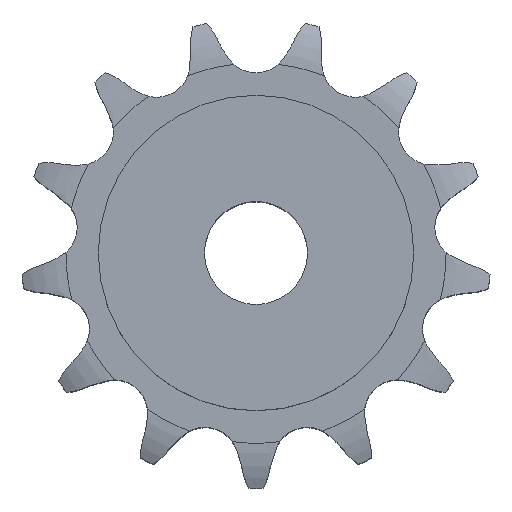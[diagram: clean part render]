
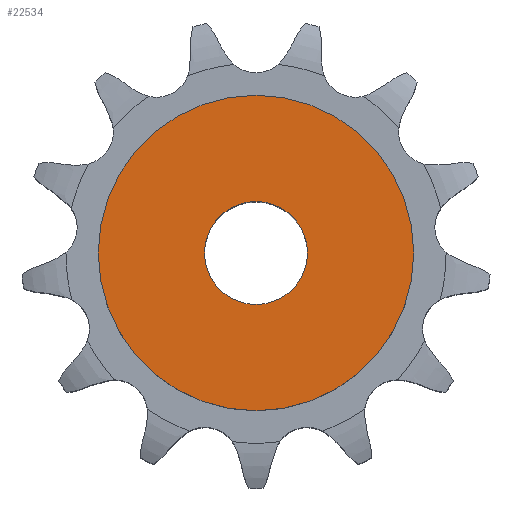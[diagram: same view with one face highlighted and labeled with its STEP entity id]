
A CAD part, top view. The second image highlights one B-rep face of the part: STEP entity #22534.
In plain terms, the highlighted planar face has unit normal (0, 0, 1).
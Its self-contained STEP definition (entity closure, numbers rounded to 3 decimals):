
#12222 = CYLINDRICAL_SURFACE('',#12223,8.);
#12223 = AXIS2_PLACEMENT_3D('',#12224,#12225,#12226);
#12224 = CARTESIAN_POINT('',(0.,0.,129.986));
#12225 = DIRECTION('',(0.,0.,1.));
#12226 = DIRECTION('',(1.,0.,0.));
#15487 = EDGE_CURVE('',#15488,#15488,#15490,.T.);
#15488 = VERTEX_POINT('',#15489);
#15489 = CARTESIAN_POINT('',(8.,0.,55.));
#15490 = SURFACE_CURVE('',#15491,(#15496,#15503),.PCURVE_S1.);
#15491 = CIRCLE('',#15492,8.);
#15492 = AXIS2_PLACEMENT_3D('',#15493,#15494,#15495);
#15493 = CARTESIAN_POINT('',(0.,0.,55.));
#15494 = DIRECTION('',(0.,0.,1.));
#15495 = DIRECTION('',(1.,0.,0.));
#15496 = PCURVE('',#12222,#15497);
#15497 = DEFINITIONAL_REPRESENTATION('',(#15498),#15502);
#15498 = LINE('',#15499,#15500);
#15499 = CARTESIAN_POINT('',(0.,-74.986));
#15500 = VECTOR('',#15501,1.);
#15501 = DIRECTION('',(1.,0.));
#15502 = ( GEOMETRIC_REPRESENTATION_CONTEXT(2) 
PARAMETRIC_REPRESENTATION_CONTEXT() REPRESENTATION_CONTEXT('2D SPACE',''
  ) );
#15503 = PCURVE('',#15504,#15509);
#15504 = PLANE('',#15505);
#15505 = AXIS2_PLACEMENT_3D('',#15506,#15507,#15508);
#15506 = CARTESIAN_POINT('',(0.,0.,55.)
  );
#15507 = DIRECTION('',(0.,0.,1.));
#15508 = DIRECTION('',(1.,0.,0.));
#15509 = DEFINITIONAL_REPRESENTATION('',(#15510),#15514);
#15510 = CIRCLE('',#15511,8.);
#15511 = AXIS2_PLACEMENT_2D('',#15512,#15513);
#15512 = CARTESIAN_POINT('',(0.,0.));
#15513 = DIRECTION('',(1.,0.));
#15514 = ( GEOMETRIC_REPRESENTATION_CONTEXT(2) 
PARAMETRIC_REPRESENTATION_CONTEXT() REPRESENTATION_CONTEXT('2D SPACE',''
  ) );
#22534 = ADVANCED_FACE('',(#22535,#22566),#15504,.T.);
#22535 = FACE_BOUND('',#22536,.T.);
#22536 = EDGE_LOOP('',(#22537));
#22537 = ORIENTED_EDGE('',*,*,#22538,.T.);
#22538 = EDGE_CURVE('',#22539,#22539,#22541,.T.);
#22539 = VERTEX_POINT('',#22540);
#22540 = CARTESIAN_POINT('',(24.5,0.,55.));
#22541 = SURFACE_CURVE('',#22542,(#22547,#22554),.PCURVE_S1.);
#22542 = CIRCLE('',#22543,24.5);
#22543 = AXIS2_PLACEMENT_3D('',#22544,#22545,#22546);
#22544 = CARTESIAN_POINT('',(0.,0.,55.));
#22545 = DIRECTION('',(0.,0.,1.));
#22546 = DIRECTION('',(1.,0.,0.));
#22547 = PCURVE('',#15504,#22548);
#22548 = DEFINITIONAL_REPRESENTATION('',(#22549),#22553);
#22549 = CIRCLE('',#22550,24.5);
#22550 = AXIS2_PLACEMENT_2D('',#22551,#22552);
#22551 = CARTESIAN_POINT('',(0.,0.));
#22552 = DIRECTION('',(1.,0.));
#22553 = ( GEOMETRIC_REPRESENTATION_CONTEXT(2) 
PARAMETRIC_REPRESENTATION_CONTEXT() REPRESENTATION_CONTEXT('2D SPACE',''
  ) );
#22554 = PCURVE('',#22555,#22560);
#22555 = CYLINDRICAL_SURFACE('',#22556,24.5);
#22556 = AXIS2_PLACEMENT_3D('',#22557,#22558,#22559);
#22557 = CARTESIAN_POINT('',(0.,0.,0.));
#22558 = DIRECTION('',(-0.,-0.,-1.));
#22559 = DIRECTION('',(1.,0.,0.));
#22560 = DEFINITIONAL_REPRESENTATION('',(#22561),#22565);
#22561 = LINE('',#22562,#22563);
#22562 = CARTESIAN_POINT('',(-0.,-55.));
#22563 = VECTOR('',#22564,1.);
#22564 = DIRECTION('',(-1.,0.));
#22565 = ( GEOMETRIC_REPRESENTATION_CONTEXT(2) 
PARAMETRIC_REPRESENTATION_CONTEXT() REPRESENTATION_CONTEXT('2D SPACE',''
  ) );
#22566 = FACE_BOUND('',#22567,.T.);
#22567 = EDGE_LOOP('',(#22568));
#22568 = ORIENTED_EDGE('',*,*,#15487,.F.);
